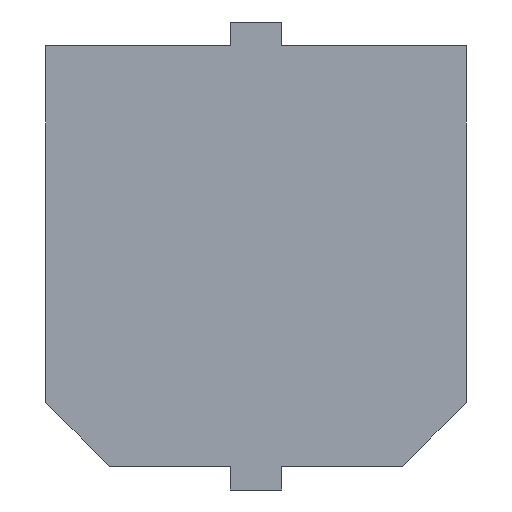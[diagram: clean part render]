
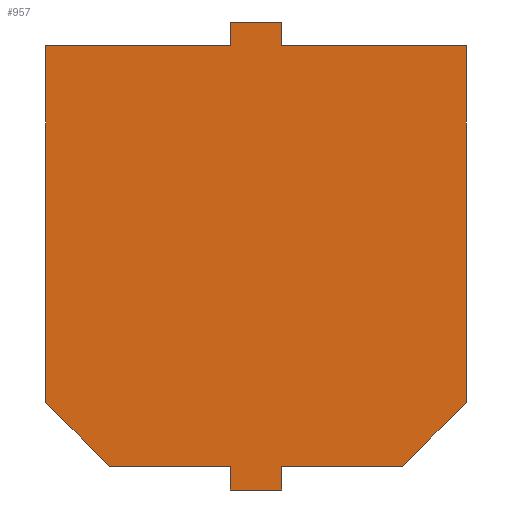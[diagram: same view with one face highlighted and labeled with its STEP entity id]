
A CAD part, front view. The second image highlights one B-rep face of the part: STEP entity #957.
In plain terms, the highlighted planar face has unit normal (0, -1, 0).
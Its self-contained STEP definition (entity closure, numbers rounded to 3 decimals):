
#1 = VERTEX_POINT ( 'NONE', #1044 ) ;
#7 = CARTESIAN_POINT ( 'NONE',  ( 0.325, 0., 2.95 ) ) ;
#11 = EDGE_CURVE ( 'NONE', #220, #721, #643, .T. ) ;
#13 = ORIENTED_EDGE ( 'NONE', *, *, #471, .F. ) ;
#15 = ORIENTED_EDGE ( 'NONE', *, *, #765, .F. ) ;
#20 = LINE ( 'NONE', #69, #660 ) ;
#23 = CARTESIAN_POINT ( 'NONE',  ( 0., 0., 0. ) ) ;
#28 = DIRECTION ( 'NONE',  ( 0., 0., 1. ) ) ;
#31 = DIRECTION ( 'NONE',  ( 1., 0., 0. ) ) ;
#49 = VERTEX_POINT ( 'NONE', #880 ) ;
#61 = LINE ( 'NONE', #982, #787 ) ;
#64 = CARTESIAN_POINT ( 'NONE',  ( 0.325, 0., 2.65 ) ) ;
#69 = CARTESIAN_POINT ( 'NONE',  ( 0.325, 0., -2.95 ) ) ;
#105 = LINE ( 'NONE', #392, #547 ) ;
#109 = CARTESIAN_POINT ( 'NONE',  ( 0.325, 0., -0.75 ) ) ;
#112 = FACE_OUTER_BOUND ( 'NONE', #552, .T. ) ;
#126 = DIRECTION ( 'NONE',  ( 1., 0., 0. ) ) ;
#132 = DIRECTION ( 'NONE',  ( -1., 0., 0. ) ) ;
#144 = ORIENTED_EDGE ( 'NONE', *, *, #319, .F. ) ;
#146 = CARTESIAN_POINT ( 'NONE',  ( 2.65, 0., 2.65 ) ) ;
#178 = VECTOR ( 'NONE', #435, 1000. ) ;
#183 = VERTEX_POINT ( 'NONE', #817 ) ;
#188 = CARTESIAN_POINT ( 'NONE',  ( -0.325, 0., -0.75 ) ) ;
#191 = VERTEX_POINT ( 'NONE', #724 ) ;
#215 = CARTESIAN_POINT ( 'NONE',  ( -0.325, 0., -2.95 ) ) ;
#220 = VERTEX_POINT ( 'NONE', #215 ) ;
#221 = CARTESIAN_POINT ( 'NONE',  ( -2.65, 0., 2.65 ) ) ;
#236 = DIRECTION ( 'NONE',  ( 0., 0., 1. ) ) ;
#251 = DIRECTION ( 'NONE',  ( 0., 0., -1. ) ) ;
#267 = EDGE_CURVE ( 'NONE', #721, #1, #578, .T. ) ;
#271 = VECTOR ( 'NONE', #236, 1000. ) ;
#275 = LINE ( 'NONE', #530, #938 ) ;
#281 = VECTOR ( 'NONE', #251, 1000. ) ;
#305 = VERTEX_POINT ( 'NONE', #373 ) ;
#312 = VECTOR ( 'NONE', #895, 1000. ) ;
#319 = EDGE_CURVE ( 'NONE', #454, #183, #61, .T. ) ;
#334 = VERTEX_POINT ( 'NONE', #898 ) ;
#344 = AXIS2_PLACEMENT_3D ( 'NONE', #23, #835, #493 ) ;
#346 = VECTOR ( 'NONE', #126, 1000. ) ;
#364 = VERTEX_POINT ( 'NONE', #64 ) ;
#373 = CARTESIAN_POINT ( 'NONE',  ( -0.325, 0., 2.65 ) ) ;
#390 = VERTEX_POINT ( 'NONE', #838 ) ;
#392 = CARTESIAN_POINT ( 'NONE',  ( 0.325, 0., 0.75 ) ) ;
#399 = CARTESIAN_POINT ( 'NONE',  ( -0.325, 0., -2.65 ) ) ;
#407 = VECTOR ( 'NONE', #711, 1000. ) ;
#412 = ORIENTED_EDGE ( 'NONE', *, *, #583, .F. ) ;
#427 = ORIENTED_EDGE ( 'NONE', *, *, #715, .F. ) ;
#435 = DIRECTION ( 'NONE',  ( 0., 0., 1. ) ) ;
#437 = LINE ( 'NONE', #540, #407 ) ;
#448 = ORIENTED_EDGE ( 'NONE', *, *, #1080, .F. ) ;
#454 = VERTEX_POINT ( 'NONE', #146 ) ;
#455 = VECTOR ( 'NONE', #132, 1000. ) ;
#470 = DIRECTION ( 'NONE',  ( 0., 0., -1. ) ) ;
#471 = EDGE_CURVE ( 'NONE', #334, #220, #20, .T. ) ;
#479 = LINE ( 'NONE', #564, #999 ) ;
#484 = EDGE_CURVE ( 'NONE', #305, #49, #689, .T. ) ;
#493 = DIRECTION ( 'NONE',  ( 0., 0., -1. ) ) ;
#506 = LINE ( 'NONE', #109, #281 ) ;
#512 = LINE ( 'NONE', #221, #949 ) ;
#530 = CARTESIAN_POINT ( 'NONE',  ( 2.65, 0., 2.65 ) ) ;
#540 = CARTESIAN_POINT ( 'NONE',  ( -2.65, 0., -1.85 ) ) ;
#547 = VECTOR ( 'NONE', #1087, 1000. ) ;
#552 = EDGE_LOOP ( 'NONE', ( #839, #890, #13, #1030, #785, #814, #144, #412, #427, #1052, #778, #15, #554, #448 ) ) ;
#554 = ORIENTED_EDGE ( 'NONE', *, *, #832, .F. ) ;
#564 = CARTESIAN_POINT ( 'NONE',  ( 2.65, 0., 2.65 ) ) ;
#570 = LINE ( 'NONE', #1100, #346 ) ;
#578 = LINE ( 'NONE', #910, #455 ) ;
#583 = EDGE_CURVE ( 'NONE', #364, #454, #479, .T. ) ;
#585 = PLANE ( 'NONE',  #344 ) ;
#614 = LINE ( 'NONE', #714, #1085 ) ;
#620 = EDGE_CURVE ( 'NONE', #49, #983, #570, .T. ) ;
#643 = LINE ( 'NONE', #188, #178 ) ;
#649 = CARTESIAN_POINT ( 'NONE',  ( 0.325, 0., -2.65 ) ) ;
#652 = DIRECTION ( 'NONE',  ( -1., 0., 0. ) ) ;
#660 = VECTOR ( 'NONE', #652, 1000. ) ;
#687 = CARTESIAN_POINT ( 'NONE',  ( -2.65, 0., 2.65 ) ) ;
#689 = LINE ( 'NONE', #743, #271 ) ;
#711 = DIRECTION ( 'NONE',  ( -0.707, 0., 0.707 ) ) ;
#714 = CARTESIAN_POINT ( 'NONE',  ( -1.85, 0., -2.65 ) ) ;
#715 = EDGE_CURVE ( 'NONE', #983, #364, #105, .T. ) ;
#721 = VERTEX_POINT ( 'NONE', #399 ) ;
#724 = CARTESIAN_POINT ( 'NONE',  ( 1.85, 0., -2.65 ) ) ;
#727 = DIRECTION ( 'NONE',  ( -1., 0., 0. ) ) ;
#743 = CARTESIAN_POINT ( 'NONE',  ( -0.325, 0., 0.75 ) ) ;
#745 = VERTEX_POINT ( 'NONE', #649 ) ;
#765 = EDGE_CURVE ( 'NONE', #1001, #305, #275, .T. ) ;
#777 = EDGE_CURVE ( 'NONE', #191, #745, #614, .T. ) ;
#778 = ORIENTED_EDGE ( 'NONE', *, *, #484, .F. ) ;
#785 = ORIENTED_EDGE ( 'NONE', *, *, #777, .F. ) ;
#787 = VECTOR ( 'NONE', #470, 1000. ) ;
#795 = EDGE_CURVE ( 'NONE', #183, #191, #976, .T. ) ;
#814 = ORIENTED_EDGE ( 'NONE', *, *, #795, .F. ) ;
#817 = CARTESIAN_POINT ( 'NONE',  ( 2.65, 0., -1.85 ) ) ;
#820 = DIRECTION ( 'NONE',  ( 1., 0., 0. ) ) ;
#832 = EDGE_CURVE ( 'NONE', #390, #1001, #512, .T. ) ;
#835 = DIRECTION ( 'NONE',  ( 0., -1., 0. ) ) ;
#838 = CARTESIAN_POINT ( 'NONE',  ( -2.65, 0., -1.85 ) ) ;
#839 = ORIENTED_EDGE ( 'NONE', *, *, #267, .F. ) ;
#880 = CARTESIAN_POINT ( 'NONE',  ( -0.325, 0., 2.95 ) ) ;
#890 = ORIENTED_EDGE ( 'NONE', *, *, #11, .F. ) ;
#895 = DIRECTION ( 'NONE',  ( -0.707, 0., -0.707 ) ) ;
#898 = CARTESIAN_POINT ( 'NONE',  ( 0.325, 0., -2.95 ) ) ;
#910 = CARTESIAN_POINT ( 'NONE',  ( -1.85, 0., -2.65 ) ) ;
#938 = VECTOR ( 'NONE', #31, 1000. ) ;
#949 = VECTOR ( 'NONE', #28, 1000. ) ;
#957 = ADVANCED_FACE ( 'NONE', ( #112 ), #585, .T. ) ;
#976 = LINE ( 'NONE', #1091, #312 ) ;
#982 = CARTESIAN_POINT ( 'NONE',  ( 2.65, 0., -1.85 ) ) ;
#983 = VERTEX_POINT ( 'NONE', #7 ) ;
#999 = VECTOR ( 'NONE', #820, 1000. ) ;
#1001 = VERTEX_POINT ( 'NONE', #687 ) ;
#1028 = EDGE_CURVE ( 'NONE', #745, #334, #506, .T. ) ;
#1030 = ORIENTED_EDGE ( 'NONE', *, *, #1028, .F. ) ;
#1044 = CARTESIAN_POINT ( 'NONE',  ( -1.85, 0., -2.65 ) ) ;
#1052 = ORIENTED_EDGE ( 'NONE', *, *, #620, .F. ) ;
#1080 = EDGE_CURVE ( 'NONE', #1, #390, #437, .T. ) ;
#1085 = VECTOR ( 'NONE', #727, 1000. ) ;
#1087 = DIRECTION ( 'NONE',  ( 0., 0., -1. ) ) ;
#1091 = CARTESIAN_POINT ( 'NONE',  ( 1.85, 0., -2.65 ) ) ;
#1100 = CARTESIAN_POINT ( 'NONE',  ( 0.325, 0., 2.95 ) ) ;
